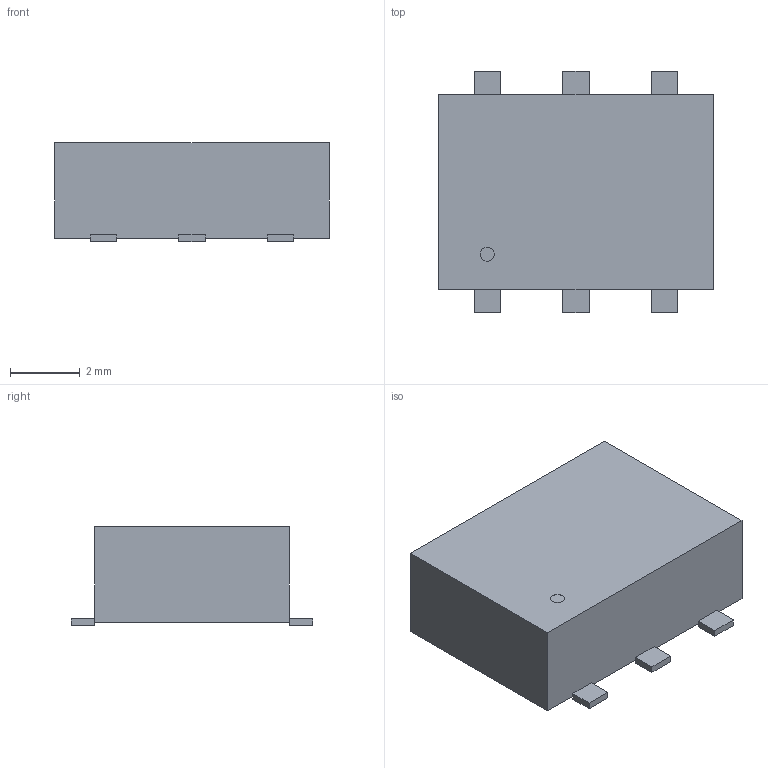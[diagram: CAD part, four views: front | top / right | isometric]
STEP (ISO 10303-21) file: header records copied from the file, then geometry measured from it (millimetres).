
FILE_DESCRIPTION(('FreeCAD Model'),'2;1');
FILE_NAME('User_Library_CD550_cp.step', '2020-07-25T16:36:20',('kicad StepUp'),('ksu MCAD'), 'Open CASCADE STEP processor 7.4','FreeCAD','Unknown');
FILE_SCHEMA(('AUTOMOTIVE_DESIGN { 1 0 10303 214 1 1 1 1 }'));
Length unit declared in the file: millimetre
Products named in the file (1): User_Library_CD550_cp
Bounding box: 7.87 x 6.91 x 2.85 mm (x, y, z)
Volume: 120.9 mm3; surface area: 171.3 mm2
Topology: 8 solids, 8 shells, 46 faces, 90 edges, 60 vertices
Faces by surface type: plane 44, cylinder 2
Entity records: 1554 total; most frequent: CARTESIAN_POINT 197, DIRECTION 188, ORIENTED_EDGE 180, EDGE_CURVE 90, LINE 86, VECTOR 86, VERTEX_POINT 60, PRESENTATION_STYLE_ASSIGNMENT 54
